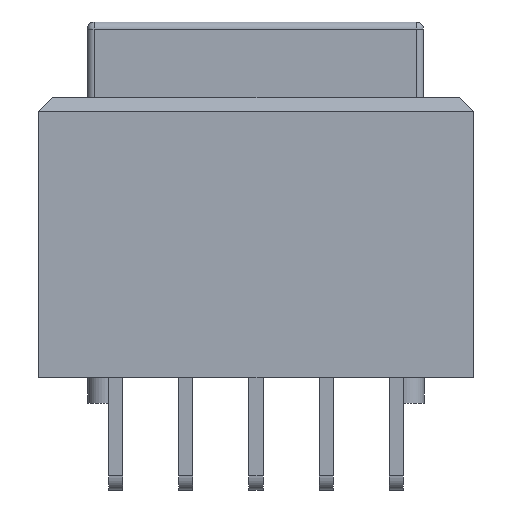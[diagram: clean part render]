
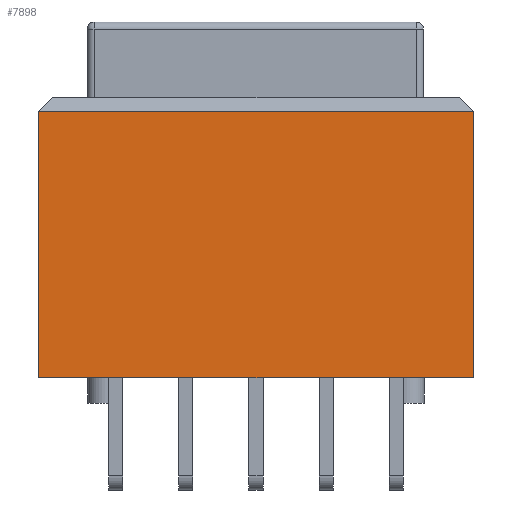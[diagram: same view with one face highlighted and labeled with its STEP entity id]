
A CAD part, front view. The second image highlights one B-rep face of the part: STEP entity #7898.
In plain terms, the highlighted planar face has unit normal (0, -1, 0).
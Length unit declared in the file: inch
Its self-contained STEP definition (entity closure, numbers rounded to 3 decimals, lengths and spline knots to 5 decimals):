
#7735=CARTESIAN_POINT('',(-0.30512,-0.40354,0.37402));
#7736=VERTEX_POINT('',#7735);
#7743=CARTESIAN_POINT('',(0.30512,-0.40354,0.37402));
#7744=VERTEX_POINT('',#7743);
#7745=CARTESIAN_POINT('',(-0.30512,-0.40354,0.37402));
#7746=DIRECTION('',(1.0,0.0,0.0));
#7747=VECTOR('',#7746,0.61024);
#7748=LINE('',#7745,#7747);
#7749=EDGE_CURVE('',#7736,#7744,#7748,.T.);
#7850=CARTESIAN_POINT('',(0.30512,-0.40354,0.0));
#7851=VERTEX_POINT('',#7850);
#7852=CARTESIAN_POINT('',(0.30512,-0.40354,0.0));
#7853=DIRECTION('',(0.0,0.0,1.0));
#7854=VECTOR('',#7853,0.37402);
#7855=LINE('',#7852,#7854);
#7856=EDGE_CURVE('',#7851,#7744,#7855,.T.);
#7875=CARTESIAN_POINT('',(-0.33563,-0.40354,0.39272));
#7876=DIRECTION('',(0.0,-1.0,0.0));
#7877=DIRECTION('',(0.0,0.0,-1.0));
#7878=AXIS2_PLACEMENT_3D('',#7875,#7876,#7877);
#7879=PLANE('',#7878);
#7880=ORIENTED_EDGE('',*,*,#7749,.F.);
#7881=CARTESIAN_POINT('',(-0.30512,-0.40354,0.0));
#7882=VERTEX_POINT('',#7881);
#7883=CARTESIAN_POINT('',(-0.30512,-0.40354,0.0));
#7884=DIRECTION('',(0.0,0.0,1.0));
#7885=VECTOR('',#7884,0.37402);
#7886=LINE('',#7883,#7885);
#7887=EDGE_CURVE('',#7882,#7736,#7886,.T.);
#7888=ORIENTED_EDGE('',*,*,#7887,.F.);
#7889=CARTESIAN_POINT('',(0.30512,-0.40354,0.0));
#7890=DIRECTION('',(-1.0,0.0,0.0));
#7891=VECTOR('',#7890,0.61024);
#7892=LINE('',#7889,#7891);
#7893=EDGE_CURVE('',#7851,#7882,#7892,.T.);
#7894=ORIENTED_EDGE('',*,*,#7893,.F.);
#7895=ORIENTED_EDGE('',*,*,#7856,.T.);
#7896=EDGE_LOOP('',(#7880,#7888,#7894,#7895));
#7897=FACE_OUTER_BOUND('',#7896,.T.);
#7898=ADVANCED_FACE('',(#7897),#7879,.T.);
